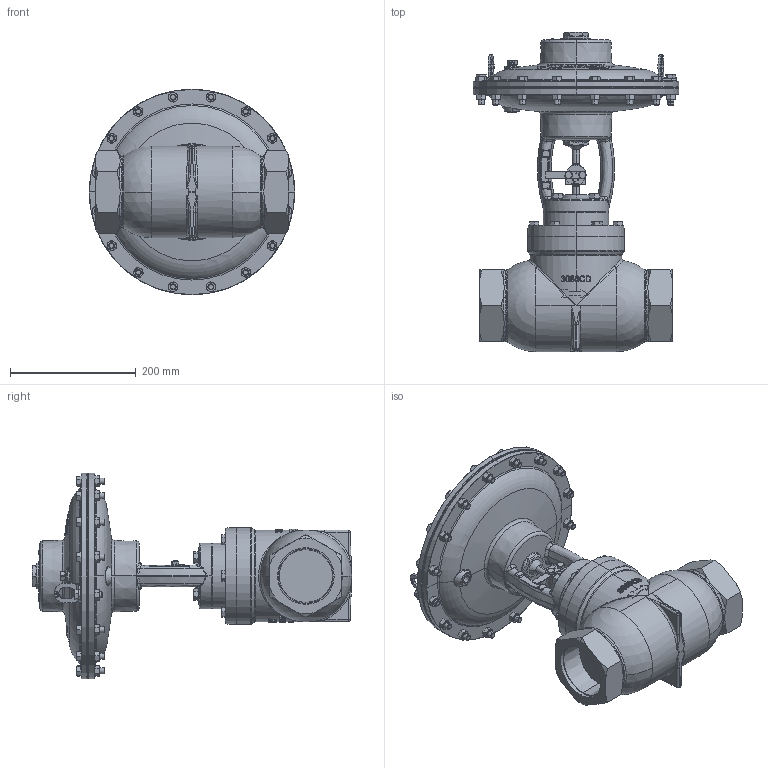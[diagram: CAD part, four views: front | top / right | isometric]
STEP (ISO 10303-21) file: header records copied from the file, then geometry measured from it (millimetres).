
FILE_DESCRIPTION (( 'STEP AP214' ), '1' );
FILE_NAME ('DPH3SATDF2S-MYG.step', '2020-10-22T21:32:20', ( '' ), ( '' ), 'SwSTEP 2.0', 'SolidWorks 2019', '' );
FILE_SCHEMA (( 'AUTOMOTIVE_DESIGN' ));
Length unit declared in the file: inch
Products named in the file (1): DPH3SATDF2S-MYG
Bounding box: 327.42 x 508.63 x 327.42 mm (x, y, z)
Volume: 10840588.5 mm3; surface area: 553298.8 mm2
Topology: 1 solids, 1 shells, 2714 faces, 6891 edges, 4289 vertices
Faces by surface type: plane 1176, cone 496, bspline 463, cylinder 386, torus 136, sphere 57
Entity records: 130495 total; most frequent: CARTESIAN_POINT 51358, ORIENTED_EDGE 13648, DIRECTION 10839, EDGE_CURVE 6824, VERTEX_POINT 4289, AXIS2_PLACEMENT_3D 4188, EDGE_LOOP 2963, FACE_OUTER_BOUND 2714
